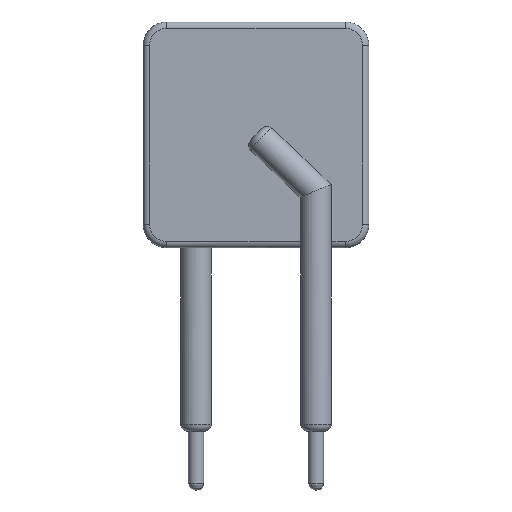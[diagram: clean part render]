
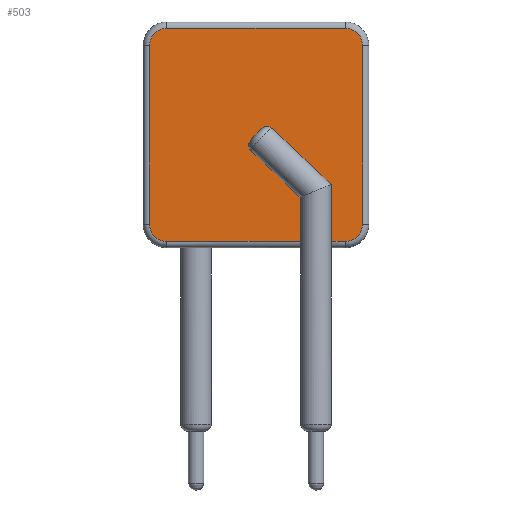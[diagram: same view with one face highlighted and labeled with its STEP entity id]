
A CAD part, front view. The second image highlights one B-rep face of the part: STEP entity #503.
In plain terms, the highlighted planar face has unit normal (0, -1, 0).
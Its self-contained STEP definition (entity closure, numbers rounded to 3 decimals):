
#128 = VERTEX_POINT('',#129);
#129 = CARTESIAN_POINT('',(7.08,-1.44,16.4));
#136 = EDGE_CURVE('',#128,#137,#139,.T.);
#137 = VERTEX_POINT('',#138);
#138 = CARTESIAN_POINT('',(7.08,-1.44,8.8));
#139 = LINE('',#140,#141);
#140 = CARTESIAN_POINT('',(7.08,-1.44,16.4));
#141 = VECTOR('',#142,1.);
#142 = DIRECTION('',(0.,0.,-1.));
#222 = VERTEX_POINT('',#223);
#223 = CARTESIAN_POINT('',(6.35,-1.44,8.07));
#230 = EDGE_CURVE('',#137,#222,#231,.T.);
#231 = CIRCLE('',#232,0.73);
#232 = AXIS2_PLACEMENT_3D('',#233,#234,#235);
#233 = CARTESIAN_POINT('',(6.35,-1.44,8.8));
#234 = DIRECTION('',(0.,1.,0.));
#235 = DIRECTION('',(1.,0.,0.));
#482 = VERTEX_POINT('',#483);
#483 = CARTESIAN_POINT('',(6.35,-1.44,17.13));
#492 = EDGE_CURVE('',#482,#128,#493,.T.);
#493 = CIRCLE('',#494,0.73);
#494 = AXIS2_PLACEMENT_3D('',#495,#496,#497);
#495 = CARTESIAN_POINT('',(6.35,-1.44,16.4));
#496 = DIRECTION('',(0.,1.,0.));
#497 = DIRECTION('',(0.,0.,1.));
#503 = ADVANCED_FACE('',(#504),#643,.T.);
#504 = FACE_BOUND('',#505,.T.);
#505 = EDGE_LOOP('',(#506,#507,#508,#509,#517,#526,#534,#543,#551,#559,
#568,#590,#598,#620,#629,#637));
#506 = ORIENTED_EDGE('',*,*,#230,.F.);
#507 = ORIENTED_EDGE('',*,*,#136,.F.);
#508 = ORIENTED_EDGE('',*,*,#492,.F.);
#509 = ORIENTED_EDGE('',*,*,#510,.F.);
#510 = EDGE_CURVE('',#511,#482,#513,.T.);
#511 = VERTEX_POINT('',#512);
#512 = CARTESIAN_POINT('',(-1.25,-1.44,17.13));
#513 = LINE('',#514,#515);
#514 = CARTESIAN_POINT('',(-1.25,-1.44,17.13));
#515 = VECTOR('',#516,1.);
#516 = DIRECTION('',(1.,0.,0.));
#517 = ORIENTED_EDGE('',*,*,#518,.F.);
#518 = EDGE_CURVE('',#519,#511,#521,.T.);
#519 = VERTEX_POINT('',#520);
#520 = CARTESIAN_POINT('',(-1.98,-1.44,16.4));
#521 = CIRCLE('',#522,0.73);
#522 = AXIS2_PLACEMENT_3D('',#523,#524,#525);
#523 = CARTESIAN_POINT('',(-1.25,-1.44,16.4));
#524 = DIRECTION('',(0.,1.,0.));
#525 = DIRECTION('',(-1.,0.,0.));
#526 = ORIENTED_EDGE('',*,*,#527,.F.);
#527 = EDGE_CURVE('',#528,#519,#530,.T.);
#528 = VERTEX_POINT('',#529);
#529 = CARTESIAN_POINT('',(-1.98,-1.44,8.8));
#530 = LINE('',#531,#532);
#531 = CARTESIAN_POINT('',(-1.98,-1.44,8.8));
#532 = VECTOR('',#533,1.);
#533 = DIRECTION('',(0.,0.,1.));
#534 = ORIENTED_EDGE('',*,*,#535,.F.);
#535 = EDGE_CURVE('',#536,#528,#538,.T.);
#536 = VERTEX_POINT('',#537);
#537 = CARTESIAN_POINT('',(-1.25,-1.44,8.07));
#538 = CIRCLE('',#539,0.73);
#539 = AXIS2_PLACEMENT_3D('',#540,#541,#542);
#540 = CARTESIAN_POINT('',(-1.25,-1.44,8.8));
#541 = DIRECTION('',(0.,1.,0.));
#542 = DIRECTION('',(0.,0.,-1.));
#543 = ORIENTED_EDGE('',*,*,#544,.F.);
#544 = EDGE_CURVE('',#545,#536,#547,.T.);
#545 = VERTEX_POINT('',#546);
#546 = CARTESIAN_POINT('',(4.559,-1.44,8.07));
#547 = LINE('',#548,#549);
#548 = CARTESIAN_POINT('',(6.35,-1.44,8.07));
#549 = VECTOR('',#550,1.);
#550 = DIRECTION('',(-1.,0.,0.));
#551 = ORIENTED_EDGE('',*,*,#552,.F.);
#552 = EDGE_CURVE('',#553,#545,#555,.T.);
#553 = VERTEX_POINT('',#554);
#554 = CARTESIAN_POINT('',(4.559,-1.44,9.949));
#555 = LINE('',#556,#557);
#556 = CARTESIAN_POINT('',(4.559,-1.44,0.));
#557 = VECTOR('',#558,1.);
#558 = DIRECTION('',(0.,0.,-1.));
#559 = ORIENTED_EDGE('',*,*,#560,.F.);
#560 = EDGE_CURVE('',#561,#553,#563,.T.);
#561 = VERTEX_POINT('',#562);
#562 = CARTESIAN_POINT('',(2.343,-1.44,11.924));
#563 = ELLIPSE('',#564,7.324,0.65);
#564 = AXIS2_PLACEMENT_3D('',#565,#566,#567);
#565 = CARTESIAN_POINT('',(2.168,-1.44,12.98));
#566 = DIRECTION('',(0.,-1.,0.));
#567 = DIRECTION('',(0.726,0.,-0.688)
);
#568 = ORIENTED_EDGE('',*,*,#569,.T.);
#569 = EDGE_CURVE('',#561,#570,#572,.T.);
#570 = VERTEX_POINT('',#571);
#571 = CARTESIAN_POINT('',(2.331,-1.44,12.342));
#572 = B_SPLINE_CURVE_WITH_KNOTS('',6,(#573,#574,#575,#576,#577,#578,
#579,#580,#581,#582,#583,#584,#585,#586,#587,#588,#589),
.UNSPECIFIED.,.F.,.F.,(7,5,5,7),(0.,0.088,
0.542,1.),.UNSPECIFIED.);
#573 = CARTESIAN_POINT('',(2.343,-1.44,11.924));
#574 = CARTESIAN_POINT('',(2.338,-1.44,11.929));
#575 = CARTESIAN_POINT('',(2.333,-1.44,11.934));
#576 = CARTESIAN_POINT('',(2.329,-1.44,11.939));
#577 = CARTESIAN_POINT('',(2.324,-1.44,11.944));
#578 = CARTESIAN_POINT('',(2.32,-1.44,11.949));
#579 = CARTESIAN_POINT('',(2.293,-1.44,11.982));
#580 = CARTESIAN_POINT('',(2.275,-1.44,12.012));
#581 = CARTESIAN_POINT('',(2.261,-1.44,12.045));
#582 = CARTESIAN_POINT('',(2.252,-1.44,12.08));
#583 = CARTESIAN_POINT('',(2.248,-1.44,12.115));
#584 = CARTESIAN_POINT('',(2.251,-1.44,12.186));
#585 = CARTESIAN_POINT('',(2.257,-1.44,12.221));
#586 = CARTESIAN_POINT('',(2.269,-1.44,12.255));
#587 = CARTESIAN_POINT('',(2.285,-1.44,12.287));
#588 = CARTESIAN_POINT('',(2.306,-1.44,12.316));
#589 = CARTESIAN_POINT('',(2.331,-1.44,12.342));
#590 = ORIENTED_EDGE('',*,*,#591,.F.);
#591 = EDGE_CURVE('',#592,#570,#594,.T.);
#592 = VERTEX_POINT('',#593);
#593 = CARTESIAN_POINT('',(2.814,-1.44,12.852));
#594 = LINE('',#595,#596);
#595 = CARTESIAN_POINT('',(2.568,-1.44,12.592));
#596 = VECTOR('',#597,1.);
#597 = DIRECTION('',(-0.688,0.,-0.726
));
#598 = ORIENTED_EDGE('',*,*,#599,.F.);
#599 = EDGE_CURVE('',#600,#592,#602,.T.);
#600 = VERTEX_POINT('',#601);
#601 = CARTESIAN_POINT('',(3.232,-1.44,12.861));
#602 = B_SPLINE_CURVE_WITH_KNOTS('',6,(#603,#604,#605,#606,#607,#608,
#609,#610,#611,#612,#613,#614,#615,#616,#617,#618,#619),
.UNSPECIFIED.,.F.,.F.,(7,5,5,7),(0.,0.088,
0.542,1.),.UNSPECIFIED.);
#603 = CARTESIAN_POINT('',(3.232,-1.44,12.861));
#604 = CARTESIAN_POINT('',(3.227,-1.44,12.866));
#605 = CARTESIAN_POINT('',(3.222,-1.44,12.871));
#606 = CARTESIAN_POINT('',(3.217,-1.44,12.875));
#607 = CARTESIAN_POINT('',(3.211,-1.44,12.879));
#608 = CARTESIAN_POINT('',(3.206,-1.44,12.884));
#609 = CARTESIAN_POINT('',(3.172,-1.44,12.908));
#610 = CARTESIAN_POINT('',(3.14,-1.44,12.925));
#611 = CARTESIAN_POINT('',(3.107,-1.44,12.937));
#612 = CARTESIAN_POINT('',(3.072,-1.44,12.944));
#613 = CARTESIAN_POINT('',(3.036,-1.44,12.946));
#614 = CARTESIAN_POINT('',(2.966,-1.44,12.94));
#615 = CARTESIAN_POINT('',(2.931,-1.44,12.931));
#616 = CARTESIAN_POINT('',(2.898,-1.44,12.918));
#617 = CARTESIAN_POINT('',(2.866,-1.44,12.9));
#618 = CARTESIAN_POINT('',(2.838,-1.44,12.878));
#619 = CARTESIAN_POINT('',(2.814,-1.44,12.852));
#620 = ORIENTED_EDGE('',*,*,#621,.F.);
#621 = EDGE_CURVE('',#622,#600,#624,.T.);
#622 = VERTEX_POINT('',#623);
#623 = CARTESIAN_POINT('',(5.641,-1.44,10.413));
#624 = ELLIPSE('',#625,7.324,0.65);
#625 = AXIS2_PLACEMENT_3D('',#626,#627,#628);
#626 = CARTESIAN_POINT('',(2.168,-1.44,12.98));
#627 = DIRECTION('',(0.,-1.,0.));
#628 = DIRECTION('',(0.726,0.,-0.688)
);
#629 = ORIENTED_EDGE('',*,*,#630,.T.);
#630 = EDGE_CURVE('',#622,#631,#633,.T.);
#631 = VERTEX_POINT('',#632);
#632 = CARTESIAN_POINT('',(5.641,-1.44,8.07));
#633 = LINE('',#634,#635);
#634 = CARTESIAN_POINT('',(5.641,-1.44,0.));
#635 = VECTOR('',#636,1.);
#636 = DIRECTION('',(0.,0.,-1.));
#637 = ORIENTED_EDGE('',*,*,#638,.F.);
#638 = EDGE_CURVE('',#222,#631,#639,.T.);
#639 = LINE('',#640,#641);
#640 = CARTESIAN_POINT('',(6.35,-1.44,8.07));
#641 = VECTOR('',#642,1.);
#642 = DIRECTION('',(-1.,0.,0.));
#643 = PLANE('',#644);
#644 = AXIS2_PLACEMENT_3D('',#645,#646,#647);
#645 = CARTESIAN_POINT('',(2.55,-1.44,12.6));
#646 = DIRECTION('',(0.,-1.,0.));
#647 = DIRECTION('',(0.,0.,-1.));
